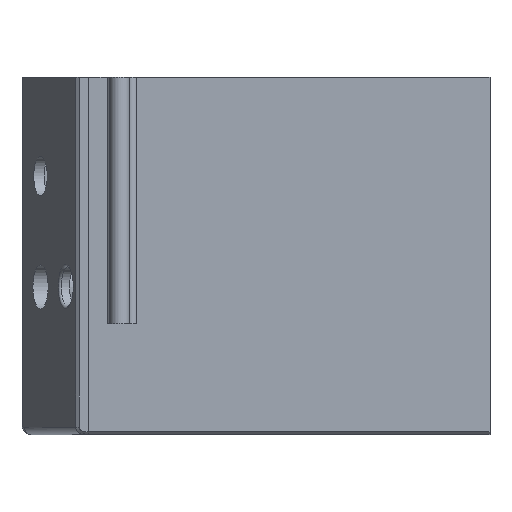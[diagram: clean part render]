
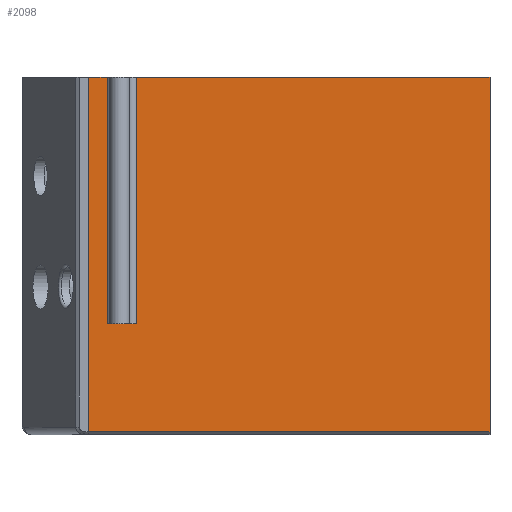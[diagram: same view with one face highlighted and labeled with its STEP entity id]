
A CAD part, top view. The second image highlights one B-rep face of the part: STEP entity #2098.
In plain terms, the highlighted planar face has unit normal (0, 0, 1).
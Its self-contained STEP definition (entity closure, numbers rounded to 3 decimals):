
#131=PLANE('',#2290);
#223=FACE_OUTER_BOUND('',#353,.T.);
#353=EDGE_LOOP('',(#1738,#1739,#1740,#1741,#1742,#1743,#1744,#1745));
#475=LINE('',#3268,#678);
#495=LINE('',#3312,#698);
#552=LINE('',#3536,#755);
#553=LINE('',#3539,#756);
#554=LINE('',#3541,#757);
#555=LINE('',#3542,#758);
#556=LINE('',#3544,#759);
#557=LINE('',#3545,#760);
#678=VECTOR('',#2573,10.);
#698=VECTOR('',#2605,10.);
#755=VECTOR('',#2776,10.);
#756=VECTOR('',#2779,10.);
#757=VECTOR('',#2780,10.);
#758=VECTOR('',#2781,10.);
#759=VECTOR('',#2782,10.);
#760=VECTOR('',#2783,10.);
#952=VERTEX_POINT('',#3266);
#953=VERTEX_POINT('',#3267);
#968=VERTEX_POINT('',#3303);
#971=VERTEX_POINT('',#3310);
#1036=VERTEX_POINT('',#3534);
#1037=VERTEX_POINT('',#3538);
#1038=VERTEX_POINT('',#3540);
#1039=VERTEX_POINT('',#3543);
#1184=EDGE_CURVE('',#952,#953,#475,.T.);
#1206=EDGE_CURVE('',#971,#968,#495,.T.);
#1293=EDGE_CURVE('',#968,#1036,#552,.T.);
#1294=EDGE_CURVE('',#1037,#1036,#553,.T.);
#1295=EDGE_CURVE('',#1038,#971,#554,.T.);
#1296=EDGE_CURVE('',#953,#1038,#555,.T.);
#1297=EDGE_CURVE('',#1039,#952,#556,.T.);
#1298=EDGE_CURVE('',#1037,#1039,#557,.T.);
#1738=ORIENTED_EDGE('',*,*,#1294,.T.);
#1739=ORIENTED_EDGE('',*,*,#1293,.F.);
#1740=ORIENTED_EDGE('',*,*,#1206,.F.);
#1741=ORIENTED_EDGE('',*,*,#1295,.F.);
#1742=ORIENTED_EDGE('',*,*,#1296,.F.);
#1743=ORIENTED_EDGE('',*,*,#1184,.F.);
#1744=ORIENTED_EDGE('',*,*,#1297,.F.);
#1745=ORIENTED_EDGE('',*,*,#1298,.F.);
#2098=ADVANCED_FACE('',(#223),#131,.F.);
#2290=AXIS2_PLACEMENT_3D('',#3537,#2777,#2778);
#2573=DIRECTION('',(1.,0.,0.));
#2605=DIRECTION('',(0.,-1.,0.));
#2776=DIRECTION('',(-1.,0.,0.));
#2777=DIRECTION('center_axis',(0.,0.,-1.));
#2778=DIRECTION('ref_axis',(-1.,0.,0.));
#2779=DIRECTION('',(0.,-1.,0.));
#2780=DIRECTION('',(1.,0.,0.));
#2781=DIRECTION('',(0.,1.,0.));
#2782=DIRECTION('',(0.,-1.,0.));
#2783=DIRECTION('',(1.,0.,0.));
#3266=CARTESIAN_POINT('',(-145.386,-100.,126.));
#3267=CARTESIAN_POINT('',(-133.455,-100.,126.));
#3268=CARTESIAN_POINT('',(-101.398,-100.,126.));
#3303=CARTESIAN_POINT('',(10.,-144.,126.));
#3310=CARTESIAN_POINT('',(10.,0.,126.));
#3312=CARTESIAN_POINT('',(10.,-38.752,126.));
#3534=CARTESIAN_POINT('',(-153.,-144.,126.));
#3536=CARTESIAN_POINT('',(28.794,-144.,126.));
#3537=CARTESIAN_POINT('Origin',(-62.411,-5.,126.));
#3538=CARTESIAN_POINT('',(-153.,0.,126.));
#3539=CARTESIAN_POINT('',(-153.,-38.752,126.));
#3540=CARTESIAN_POINT('',(-133.455,0.,126.));
#3541=CARTESIAN_POINT('',(-73.708,0.,126.));
#3542=CARTESIAN_POINT('',(-133.455,135.,126.));
#3543=CARTESIAN_POINT('',(-145.386,0.,126.));
#3544=CARTESIAN_POINT('',(-145.386,-52.5,126.));
#3545=CARTESIAN_POINT('',(-73.708,0.,126.));
